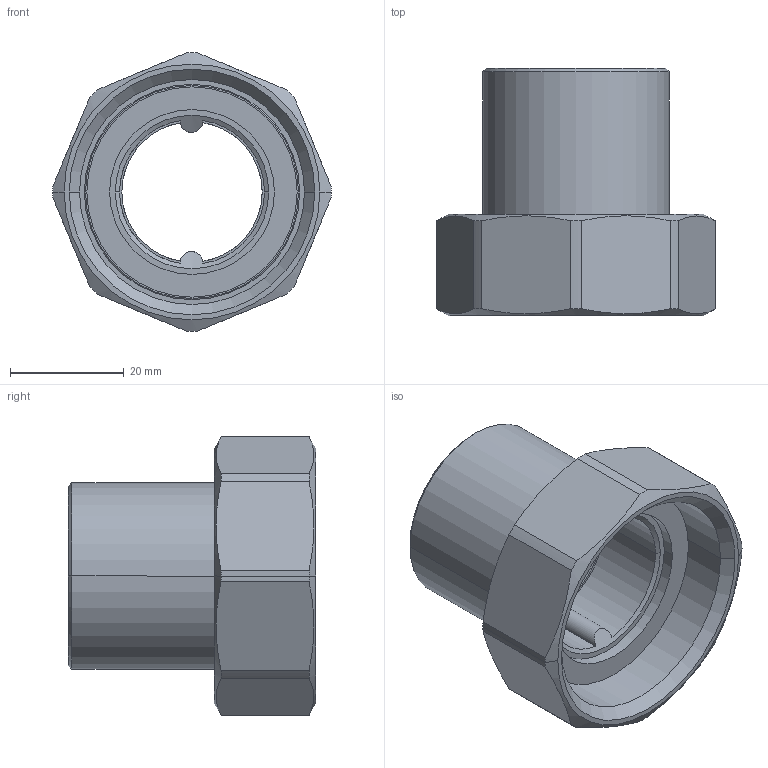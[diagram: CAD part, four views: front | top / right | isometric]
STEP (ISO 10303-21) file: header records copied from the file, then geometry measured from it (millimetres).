
FILE_DESCRIPTION (( 'STEP AP203' ), '1' );
FILE_NAME ('06640507BE.STEP', '2018-08-09T15:18:32', ( 'effebicad07' ), ( 'Hewlett-Packard Company' ), 'SwSTEP 2.0', 'SolidWorks 2016', '' );
FILE_SCHEMA (( 'CONFIG_CONTROL_DESIGN' ));
Length unit declared in the file: millimetre
Products named in the file (4): 9821N407_9821N407; 9824N205; 7643E207_7643E207; 06640507BE
Assembly tree (3 placements, depth 2):
  06640507BE
    9821N407_9821N407
    9824N205
    7643E207_7643E207
Bounding box: 49 x 43.5 x 49 mm (x, y, z)
Volume: 23654.7 mm3; surface area: 14815.3 mm2
Topology: 3 solids, 3 shells, 77 faces, 181 edges, 113 vertices
Faces by surface type: cylinder 30, plane 23, cone 18, torus 6
Entity records: 2886 total; most frequent: CARTESIAN_POINT 659, DIRECTION 418, ORIENTED_EDGE 362, EDGE_CURVE 181, AXIS2_PLACEMENT_3D 178, VERTEX_POINT 113, CIRCLE 95, EDGE_LOOP 86
